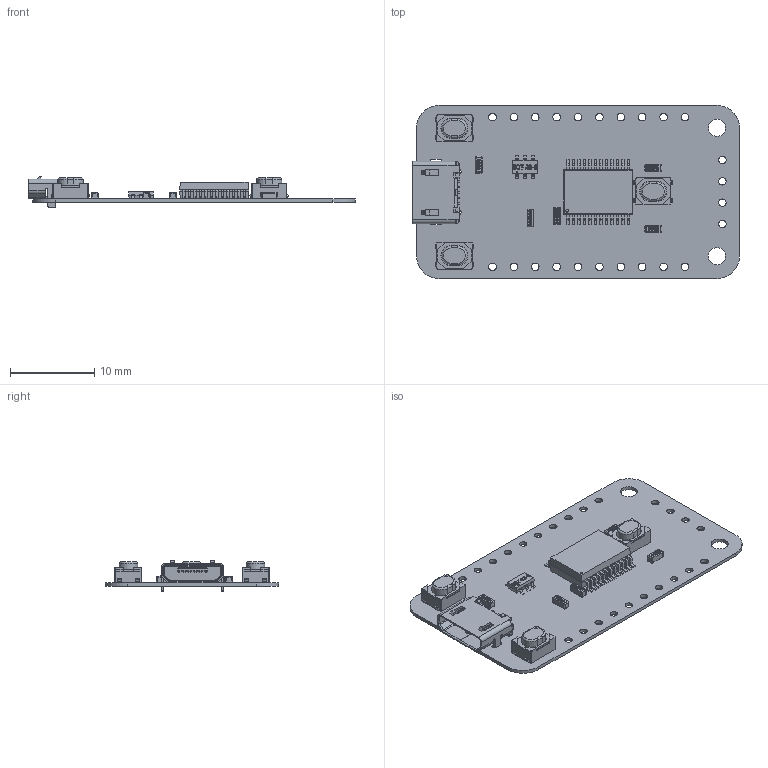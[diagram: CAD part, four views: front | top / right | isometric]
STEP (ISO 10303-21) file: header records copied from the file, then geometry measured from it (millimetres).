
FILE_DESCRIPTION(('Open CASCADE Model'),'2;1');
FILE_NAME('Open CASCADE Shape Model','2024-10-14T09:36:28',('Author'),( 'Open CASCADE'),'Open CASCADE STEP processor 7.5','Open CASCADE 7.5' ,'Unknown');
FILE_SCHEMA(('AUTOMOTIVE_DESIGN { 1 0 10303 214 1 1 1 1 }'));
Length unit declared in the file: millimetre
Products named in the file (23): PCB; Board; Open CASCADE STEP translator 7.5 3.1.1; Designator82; 10029471280; Designator81; User Library-0603(1608M) Res; Designator80; Designator79; Designator78; Designator77; Designator76; 4341x30258x6; Frame; Cover; Stem; Terminal; Designator75; Designator74; Designator73; USB3076-30-A--3DModel-STEP-56544; Designator69; User Library-SOT-23-6-3
Assembly tree (31 placements, depth 4):
  PCB
    Board
      Open CASCADE STEP translator 7.5 3.1.1
    Designator82
      10029471280
    Designator81
      User Library-0603(1608M) Res
    Designator80
      User Library-0603(1608M) Res
    Designator79
      User Library-0603(1608M) Res
    Designator78
      User Library-0603(1608M) Res
    Designator77
      User Library-0603(1608M) Res
    Designator76
      4341x30258x6
        Frame
        Cover
        Stem
        Terminal  x4
    Designator75
      4341x30258x6
        Frame
        Cover
        Stem
        Terminal  x4
    Designator74
      4341x30258x6
        Frame
        Cover
        Stem
        Terminal  x4
    Designator73
      USB3076-30-A--3DModel-STEP-56544
    Designator69
      User Library-SOT-23-6-3
Bounding box: 38.84 x 20.57 x 3.66 mm (x, y, z)
Volume: 539.9 mm3; surface area: 2469.5 mm2
Topology: 76 solids, 76 shells, 2148 faces, 5541 edges, 3550 vertices
Faces by surface type: plane 1207, cylinder 472, bspline 447, torus 12, cone 6, sphere 4
Full cylindrical faces by diameter (mm): 0.7 x2, 0.75 x3, 0.888 x24, 2.032 x2
Entity records: 47492 total; most frequent: CARTESIAN_POINT 11571, ORIENTED_EDGE 6886, DIRECTION 6194, EDGE_CURVE 3443, LINE 2440, VECTOR 2440, VERTEX_POINT 2218, AXIS2_PLACEMENT_3D 1877
